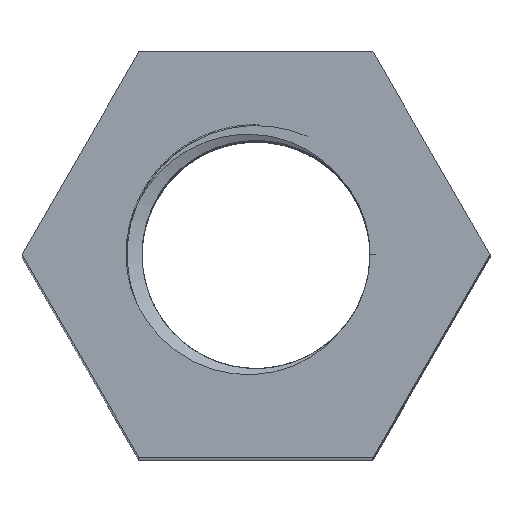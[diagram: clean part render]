
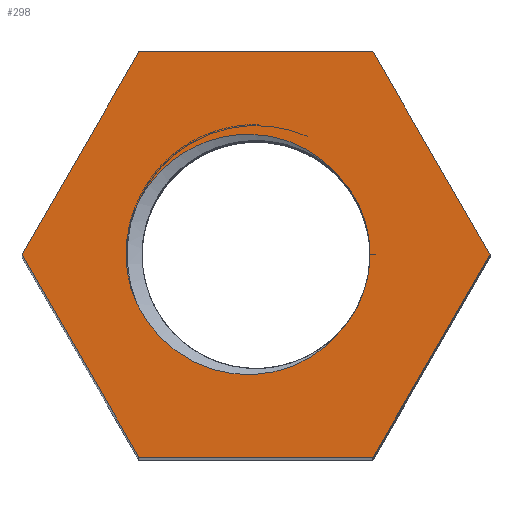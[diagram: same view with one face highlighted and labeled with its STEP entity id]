
A CAD part, top view. The second image highlights one B-rep face of the part: STEP entity #298.
In plain terms, the highlighted planar face has unit normal (0, 0, 1).
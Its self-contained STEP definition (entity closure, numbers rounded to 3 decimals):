
#24 = VERTEX_POINT('',#25);
#25 = CARTESIAN_POINT('',(12.702,0.,95.));
#31 = EDGE_CURVE('',#24,#32,#34,.T.);
#32 = VERTEX_POINT('',#33);
#33 = CARTESIAN_POINT('',(6.351,11.,95.));
#34 = LINE('',#35,#36);
#35 = CARTESIAN_POINT('',(12.702,0.,95.));
#36 = VECTOR('',#37,1.);
#37 = DIRECTION('',(-0.5,0.866,0.));
#64 = VERTEX_POINT('',#65);
#65 = CARTESIAN_POINT('',(6.351,-11.,95.));
#71 = EDGE_CURVE('',#64,#24,#72,.T.);
#72 = LINE('',#73,#74);
#73 = CARTESIAN_POINT('',(6.351,-11.,95.));
#74 = VECTOR('',#75,1.);
#75 = DIRECTION('',(0.5,0.866,0.));
#93 = EDGE_CURVE('',#32,#94,#96,.T.);
#94 = VERTEX_POINT('',#95);
#95 = CARTESIAN_POINT('',(-6.351,11.,95.));
#96 = LINE('',#97,#98);
#97 = CARTESIAN_POINT('',(6.351,11.,95.));
#98 = VECTOR('',#99,1.);
#99 = DIRECTION('',(-1.,0.,0.));
#298 = ADVANCED_FACE('',(#299,#326),#465,.T.);
#299 = FACE_BOUND('',#300,.T.);
#300 = EDGE_LOOP('',(#301,#302,#303,#311,#319,#325));
#301 = ORIENTED_EDGE('',*,*,#31,.T.);
#302 = ORIENTED_EDGE('',*,*,#93,.T.);
#303 = ORIENTED_EDGE('',*,*,#304,.T.);
#304 = EDGE_CURVE('',#94,#305,#307,.T.);
#305 = VERTEX_POINT('',#306);
#306 = CARTESIAN_POINT('',(-12.702,0.,95.));
#307 = LINE('',#308,#309);
#308 = CARTESIAN_POINT('',(-6.351,11.,95.));
#309 = VECTOR('',#310,1.);
#310 = DIRECTION('',(-0.5,-0.866,0.));
#311 = ORIENTED_EDGE('',*,*,#312,.T.);
#312 = EDGE_CURVE('',#305,#313,#315,.T.);
#313 = VERTEX_POINT('',#314);
#314 = CARTESIAN_POINT('',(-6.351,-11.,95.));
#315 = LINE('',#316,#317);
#316 = CARTESIAN_POINT('',(-12.702,0.,95.));
#317 = VECTOR('',#318,1.);
#318 = DIRECTION('',(0.5,-0.866,0.));
#319 = ORIENTED_EDGE('',*,*,#320,.T.);
#320 = EDGE_CURVE('',#313,#64,#321,.T.);
#321 = LINE('',#322,#323);
#322 = CARTESIAN_POINT('',(-6.351,-11.,95.));
#323 = VECTOR('',#324,1.);
#324 = DIRECTION('',(1.,0.,0.));
#325 = ORIENTED_EDGE('',*,*,#71,.T.);
#326 = FACE_BOUND('',#327,.T.);
#327 = EDGE_LOOP('',(#328,#339,#348,#375,#424));
#328 = ORIENTED_EDGE('',*,*,#329,.T.);
#329 = EDGE_CURVE('',#330,#332,#334,.T.);
#330 = VERTEX_POINT('',#331);
#331 = CARTESIAN_POINT('',(4.376,4.376,95.));
#332 = VERTEX_POINT('',#333);
#333 = CARTESIAN_POINT('',(6.188,0.,95.));
#334 = CIRCLE('',#335,6.188);
#335 = AXIS2_PLACEMENT_3D('',#336,#337,#338);
#336 = CARTESIAN_POINT('',(0.,0.,95.));
#337 = DIRECTION('',(0.,0.,-1.));
#338 = DIRECTION('',(1.,0.,0.));
#339 = ORIENTED_EDGE('',*,*,#340,.T.);
#340 = EDGE_CURVE('',#332,#341,#343,.T.);
#341 = VERTEX_POINT('',#342);
#342 = CARTESIAN_POINT('',(4.375,-4.376,95.));
#343 = CIRCLE('',#344,6.188);
#344 = AXIS2_PLACEMENT_3D('',#345,#346,#347);
#345 = CARTESIAN_POINT('',(0.,0.,95.));
#346 = DIRECTION('',(0.,0.,-1.));
#347 = DIRECTION('',(1.,0.,0.));
#348 = ORIENTED_EDGE('',*,*,#349,.F.);
#349 = EDGE_CURVE('',#350,#341,#352,.T.);
#350 = VERTEX_POINT('',#351);
#351 = CARTESIAN_POINT('',(-6.467,-2.679,95.));
#352 = B_SPLINE_CURVE_WITH_KNOTS('',6,(#353,#354,#355,#356,#357,#358,
    #359,#360,#361,#362,#363,#364,#365,#366,#367,#368,#369,#370,#371,
    #372,#373,#374),.UNSPECIFIED.,.F.,.F.,(7,5,5,5,7),(0.,0.284
    ,0.543,0.781,1.),.UNSPECIFIED.);
#353 = CARTESIAN_POINT('',(-6.467,-2.679,95.));
#354 = CARTESIAN_POINT('',(-6.199,-3.232,95.));
#355 = CARTESIAN_POINT('',(-5.872,-3.756,95.));
#356 = CARTESIAN_POINT('',(-5.491,-4.245,95.));
#357 = CARTESIAN_POINT('',(-5.059,-4.689,95.));
#358 = CARTESIAN_POINT('',(-4.583,-5.083,95.));
#359 = CARTESIAN_POINT('',(-3.602,-5.73,95.));
#360 = CARTESIAN_POINT('',(-3.104,-5.992,95.));
#361 = CARTESIAN_POINT('',(-2.58,-6.203,95.));
#362 = CARTESIAN_POINT('',(-2.038,-6.361,95.));
#363 = CARTESIAN_POINT('',(-1.484,-6.462,95.));
#364 = CARTESIAN_POINT('',(-0.414,-6.546,95.));
#365 = CARTESIAN_POINT('',(0.103,-6.538,95.));
#366 = CARTESIAN_POINT('',(0.617,-6.481,95.));
#367 = CARTESIAN_POINT('',(1.123,-6.376,95.));
#368 = CARTESIAN_POINT('',(1.616,-6.222,95.));
#369 = CARTESIAN_POINT('',(2.526,-5.839,95.));
#370 = CARTESIAN_POINT('',(2.946,-5.616,95.));
#371 = CARTESIAN_POINT('',(3.345,-5.355,95.));
#372 = CARTESIAN_POINT('',(3.719,-5.06,95.));
#373 = CARTESIAN_POINT('',(4.064,-4.732,95.));
#374 = CARTESIAN_POINT('',(4.376,-4.376,95.));
#375 = ORIENTED_EDGE('',*,*,#376,.F.);
#376 = EDGE_CURVE('',#377,#350,#379,.T.);
#377 = VERTEX_POINT('',#378);
#378 = CARTESIAN_POINT('',(-6.467,2.679,95.));
#379 = B_SPLINE_CURVE_WITH_KNOTS('',7,(#380,#381,#382,#383,#384,#385,
    #386,#387,#388,#389,#390,#391,#392,#393,#394,#395,#396,#397,#398,
    #399,#400,#401,#402,#403,#404,#405,#406,#407,#408,#409,#410,#411,
    #412,#413,#414,#415,#416,#417,#418,#419,#420,#421,#422,#423),
  .UNSPECIFIED.,.F.,.F.,(8,6,6,6,6,6,6,8),(0.,0.109,
    0.248,0.5,0.779,0.888,
    0.979,1.),.UNSPECIFIED.);
#380 = CARTESIAN_POINT('',(-6.467,2.679,95.));
#381 = CARTESIAN_POINT('',(-6.501,2.608,95.));
#382 = CARTESIAN_POINT('',(-6.535,2.535,95.));
#383 = CARTESIAN_POINT('',(-6.568,2.46,95.));
#384 = CARTESIAN_POINT('',(-6.6,2.383,95.));
#385 = CARTESIAN_POINT('',(-6.631,2.305,95.));
#386 = CARTESIAN_POINT('',(-6.66,2.226,95.));
#387 = CARTESIAN_POINT('',(-6.725,2.044,95.));
#388 = CARTESIAN_POINT('',(-6.759,1.941,95.));
#389 = CARTESIAN_POINT('',(-6.792,1.837,95.));
#390 = CARTESIAN_POINT('',(-6.822,1.732,95.));
#391 = CARTESIAN_POINT('',(-6.85,1.626,95.));
#392 = CARTESIAN_POINT('',(-6.876,1.518,95.));
#393 = CARTESIAN_POINT('',(-6.944,1.214,95.));
#394 = CARTESIAN_POINT('',(-6.98,1.015,95.));
#395 = CARTESIAN_POINT('',(-7.01,0.813,95.));
#396 = CARTESIAN_POINT('',(-7.032,0.611,95.));
#397 = CARTESIAN_POINT('',(-7.047,0.408,95.));
#398 = CARTESIAN_POINT('',(-7.054,0.204,95.));
#399 = CARTESIAN_POINT('',(-7.054,-0.225,95.));
#400 = CARTESIAN_POINT('',(-7.045,-0.45,95.));
#401 = CARTESIAN_POINT('',(-7.027,-0.675,95.));
#402 = CARTESIAN_POINT('',(-7.,-0.898,95.));
#403 = CARTESIAN_POINT('',(-6.964,-1.119,95.));
#404 = CARTESIAN_POINT('',(-6.92,-1.339,95.));
#405 = CARTESIAN_POINT('',(-6.846,-1.639,95.));
#406 = CARTESIAN_POINT('',(-6.824,-1.723,95.));
#407 = CARTESIAN_POINT('',(-6.8,-1.806,95.));
#408 = CARTESIAN_POINT('',(-6.775,-1.889,95.));
#409 = CARTESIAN_POINT('',(-6.749,-1.971,95.));
#410 = CARTESIAN_POINT('',(-6.722,-2.052,95.));
#411 = CARTESIAN_POINT('',(-6.67,-2.199,95.));
#412 = CARTESIAN_POINT('',(-6.646,-2.265,95.));
#413 = CARTESIAN_POINT('',(-6.62,-2.331,95.));
#414 = CARTESIAN_POINT('',(-6.594,-2.396,95.));
#415 = CARTESIAN_POINT('',(-6.567,-2.46,95.));
#416 = CARTESIAN_POINT('',(-6.54,-2.522,95.));
#417 = CARTESIAN_POINT('',(-6.506,-2.597,95.));
#418 = CARTESIAN_POINT('',(-6.499,-2.611,95.));
#419 = CARTESIAN_POINT('',(-6.493,-2.625,95.));
#420 = CARTESIAN_POINT('',(-6.487,-2.638,95.));
#421 = CARTESIAN_POINT('',(-6.48,-2.652,95.));
#422 = CARTESIAN_POINT('',(-6.474,-2.665,95.));
#423 = CARTESIAN_POINT('',(-6.467,-2.679,95.));
#424 = ORIENTED_EDGE('',*,*,#425,.F.);
#425 = EDGE_CURVE('',#330,#377,#426,.T.);
#426 = B_SPLINE_CURVE_WITH_KNOTS('',7,(#427,#428,#429,#430,#431,#432,
    #433,#434,#435,#436,#437,#438,#439,#440,#441,#442,#443,#444,#445,
    #446,#447,#448,#449,#450,#451,#452,#453,#454,#455,#456,#457,#458,
    #459,#460,#461,#462,#463,#464),.UNSPECIFIED.,.F.,.F.,(8,6,6,6,6,6,8)
  ,(0.,0.209,0.442,0.569,0.704,
    0.847,1.),.UNSPECIFIED.);
#427 = CARTESIAN_POINT('',(5.855,0.927,95.));
#428 = CARTESIAN_POINT('',(5.812,1.426,95.));
#429 = CARTESIAN_POINT('',(5.719,1.92,95.));
#430 = CARTESIAN_POINT('',(5.578,2.404,95.));
#431 = CARTESIAN_POINT('',(5.39,2.872,95.));
#432 = CARTESIAN_POINT('',(5.158,3.32,95.));
#433 = CARTESIAN_POINT('',(4.885,3.743,95.));
#434 = CARTESIAN_POINT('',(4.229,4.574,95.));
#435 = CARTESIAN_POINT('',(3.837,4.975,95.));
#436 = CARTESIAN_POINT('',(3.404,5.335,95.));
#437 = CARTESIAN_POINT('',(2.935,5.648,95.));
#438 = CARTESIAN_POINT('',(2.436,5.91,95.));
#439 = CARTESIAN_POINT('',(1.915,6.119,95.));
#440 = CARTESIAN_POINT('',(1.087,6.358,95.));
#441 = CARTESIAN_POINT('',(0.791,6.426,95.));
#442 = CARTESIAN_POINT('',(0.491,6.477,95.));
#443 = CARTESIAN_POINT('',(0.189,6.512,95.));
#444 = CARTESIAN_POINT('',(-0.115,6.531,95.));
#445 = CARTESIAN_POINT('',(-0.419,6.533,95.));
#446 = CARTESIAN_POINT('',(-1.046,6.503,95.));
#447 = CARTESIAN_POINT('',(-1.369,6.469,95.));
#448 = CARTESIAN_POINT('',(-1.69,6.416,95.));
#449 = CARTESIAN_POINT('',(-2.008,6.345,95.));
#450 = CARTESIAN_POINT('',(-2.321,6.256,95.));
#451 = CARTESIAN_POINT('',(-2.628,6.15,95.));
#452 = CARTESIAN_POINT('',(-3.247,5.895,95.));
#453 = CARTESIAN_POINT('',(-3.557,5.745,95.));
#454 = CARTESIAN_POINT('',(-3.858,5.576,95.));
#455 = CARTESIAN_POINT('',(-4.149,5.39,95.));
#456 = CARTESIAN_POINT('',(-4.428,5.186,95.));
#457 = CARTESIAN_POINT('',(-4.694,4.967,95.));
#458 = CARTESIAN_POINT('',(-5.216,4.484,95.));
#459 = CARTESIAN_POINT('',(-5.47,4.218,95.));
#460 = CARTESIAN_POINT('',(-5.707,3.935,95.));
#461 = CARTESIAN_POINT('',(-5.926,3.639,95.));
#462 = CARTESIAN_POINT('',(-6.126,3.33,95.));
#463 = CARTESIAN_POINT('',(-6.307,3.009,95.));
#464 = CARTESIAN_POINT('',(-6.467,2.679,95.));
#465 = PLANE('',#466);
#466 = AXIS2_PLACEMENT_3D('',#467,#468,#469);
#467 = CARTESIAN_POINT('',(0.,0.,95.)
  );
#468 = DIRECTION('',(0.,0.,1.));
#469 = DIRECTION('',(1.,0.,0.));
